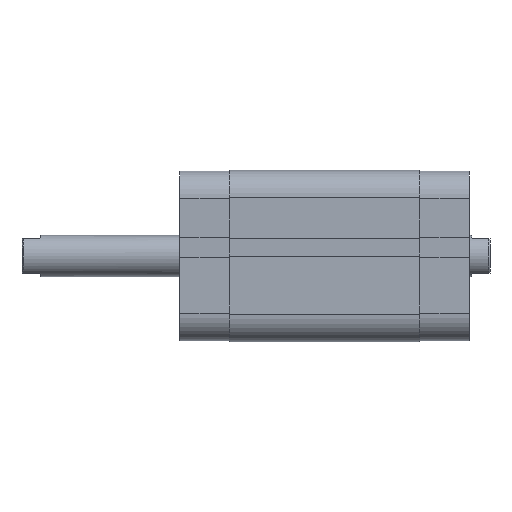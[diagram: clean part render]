
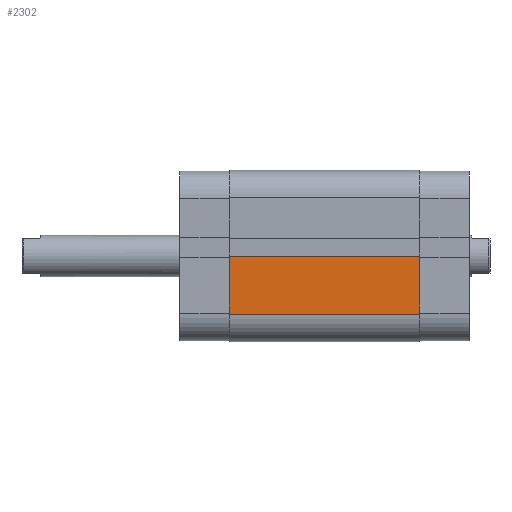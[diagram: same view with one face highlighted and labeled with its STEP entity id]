
A CAD part, top view. The second image highlights one B-rep face of the part: STEP entity #2302.
In plain terms, the highlighted face is planar.
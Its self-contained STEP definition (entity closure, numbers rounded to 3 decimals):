
#779 = EDGE_LOOP ( 'NONE', ( #1194, #1193, #1192, #1191 ) ) ;
#1191 = ORIENTED_EDGE ( 'NONE', *, *, #5882, .T. ) ;
#1192 = ORIENTED_EDGE ( 'NONE', *, *, #5886, .F. ) ;
#1193 = ORIENTED_EDGE ( 'NONE', *, *, #5879, .F. ) ;
#1194 = ORIENTED_EDGE ( 'NONE', *, *, #5878, .T. ) ;
#1935 = FACE_OUTER_BOUND ( 'NONE', #779, .T. ) ;
#2302 = ADVANCED_FACE ( 'NONE', ( #1935 ), #3295, .F. ) ;
#3295 = PLANE ( 'NONE',  #6230 ) ;
#3298 = CARTESIAN_POINT ( 'NONE',  ( 0., -25., 55.5 ) ) ;
#3304 = DIRECTION ( 'NONE',  ( 0., 1., 0. ) ) ;
#3305 = DIRECTION ( 'NONE',  ( -1., 0., 0. ) ) ;
#4183 = LINE ( 'NONE', #4859, #4190 ) ;
#4188 = LINE ( 'NONE', #4862, #4189 ) ;
#4189 = VECTOR ( 'NONE', #4863, 1000. ) ;
#4190 = VECTOR ( 'NONE', #4865, 1000. ) ;
#4196 = LINE ( 'NONE', #4870, #4197 ) ;
#4197 = VECTOR ( 'NONE', #4871, 1000. ) ;
#4199 = LINE ( 'NONE', #4861, #4203 ) ;
#4203 = VECTOR ( 'NONE', #4879, 1000. ) ;
#4859 = CARTESIAN_POINT ( 'NONE',  ( 17., -25., 55.5 ) ) ;
#4861 = CARTESIAN_POINT ( 'NONE',  ( 0., -25., 55.5 ) ) ;
#4862 = CARTESIAN_POINT ( 'NONE',  ( 0., -25., 0. ) ) ;
#4863 = DIRECTION ( 'NONE',  ( 1., 0., 0. ) ) ;
#4865 = DIRECTION ( 'NONE',  ( 0., 0., -1. ) ) ;
#4870 = CARTESIAN_POINT ( 'NONE',  ( 0.1, -25., 55.5 ) ) ;
#4871 = DIRECTION ( 'NONE',  ( 0., 0., -1. ) ) ;
#4879 = DIRECTION ( 'NONE',  ( 1., 0., 0. ) ) ;
#5081 = CARTESIAN_POINT ( 'NONE',  ( 0.1, -25., 0. ) ) ;
#5157 = CARTESIAN_POINT ( 'NONE',  ( 17., -25., 0. ) ) ;
#5197 = CARTESIAN_POINT ( 'NONE',  ( 17., -25., 55.5 ) ) ;
#5265 = CARTESIAN_POINT ( 'NONE',  ( 0.1, -25., 55.5 ) ) ;
#5878 = EDGE_CURVE ( 'NONE', #6466, #6553, #4188, .T. ) ;
#5879 = EDGE_CURVE ( 'NONE', #6607, #6553, #4183, .T. ) ;
#5882 = EDGE_CURVE ( 'NONE', #6691, #6466, #4196, .T. ) ;
#5886 = EDGE_CURVE ( 'NONE', #6691, #6607, #4199, .T. ) ;
#6230 = AXIS2_PLACEMENT_3D ( 'NONE', #3298, #3304, #3305 ) ;
#6466 = VERTEX_POINT ( 'NONE', #5081 ) ;
#6553 = VERTEX_POINT ( 'NONE', #5157 ) ;
#6607 = VERTEX_POINT ( 'NONE', #5197 ) ;
#6691 = VERTEX_POINT ( 'NONE', #5265 ) ;
